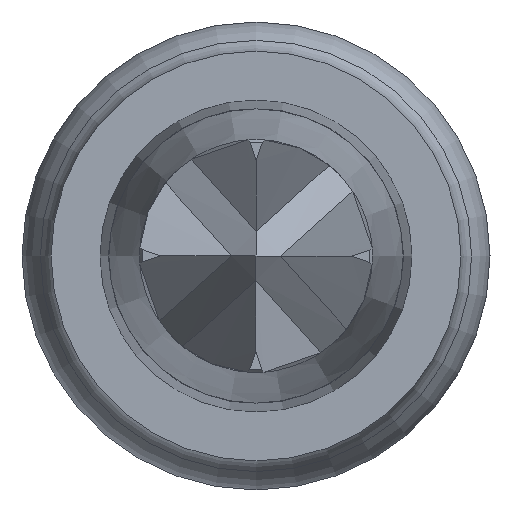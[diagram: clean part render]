
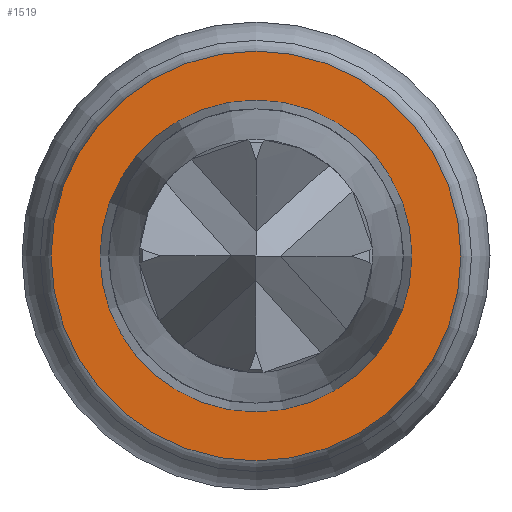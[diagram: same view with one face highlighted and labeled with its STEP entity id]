
A CAD part, left-side view. The second image highlights one B-rep face of the part: STEP entity #1519.
In plain terms, the highlighted planar face has unit normal (-1, 0, 0).
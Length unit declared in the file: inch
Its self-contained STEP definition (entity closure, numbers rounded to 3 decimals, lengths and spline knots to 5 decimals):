
#96 = CARTESIAN_POINT ( 'NONE',  ( 0., 0., -0.0176 ) ) ;
#144 = EDGE_CURVE ( 'NONE', #1115, #1115, #2078, .T. ) ;
#268 = EDGE_CURVE ( 'NONE', #3435, #3435, #2680, .T. ) ;
#453 = AXIS2_PLACEMENT_3D ( 'NONE', #753, #2411, #1575 ) ;
#598 = FACE_OUTER_BOUND ( 'NONE', #1538, .T. ) ;
#753 = CARTESIAN_POINT ( 'NONE',  ( 0., 0.0165, 0. ) ) ;
#1115 = VERTEX_POINT ( 'NONE', #3418 ) ;
#1128 = CARTESIAN_POINT ( 'NONE',  ( 0., 0., 0. ) ) ;
#1157 = DIRECTION ( 'NONE',  ( 0., 0., 1. ) ) ;
#1172 = DIRECTION ( 'NONE',  ( 1., 0., 0. ) ) ;
#1272 = ORIENTED_EDGE ( 'NONE', *, *, #268, .F. ) ;
#1519 = ADVANCED_FACE ( 'NONE', ( #3470, #598 ), #2957, .T. ) ;
#1538 = EDGE_LOOP ( 'NONE', ( #1272 ) ) ;
#1555 = EDGE_LOOP ( 'NONE', ( #2374 ) ) ;
#1575 = DIRECTION ( 'NONE',  ( 0., 0., 1. ) ) ;
#2030 = AXIS2_PLACEMENT_3D ( 'NONE', #2573, #3101, #1157 ) ;
#2078 = CIRCLE ( 'NONE', #2030, 0.01339 ) ;
#2374 = ORIENTED_EDGE ( 'NONE', *, *, #144, .T. ) ;
#2411 = DIRECTION ( 'NONE',  ( -1., 0., 0. ) ) ;
#2573 = CARTESIAN_POINT ( 'NONE',  ( 0., 0., 0. ) ) ;
#2680 = CIRCLE ( 'NONE', #2844, 0.0176 ) ;
#2802 = DIRECTION ( 'NONE',  ( 0., 0., -1. ) ) ;
#2844 = AXIS2_PLACEMENT_3D ( 'NONE', #1128, #1172, #2802 ) ;
#2957 = PLANE ( 'NONE',  #453 ) ;
#3101 = DIRECTION ( 'NONE',  ( 1., 0., 0. ) ) ;
#3418 = CARTESIAN_POINT ( 'NONE',  ( 0., 0., 0.01339 ) ) ;
#3435 = VERTEX_POINT ( 'NONE', #96 ) ;
#3470 = FACE_BOUND ( 'NONE', #1555, .T. ) ;
